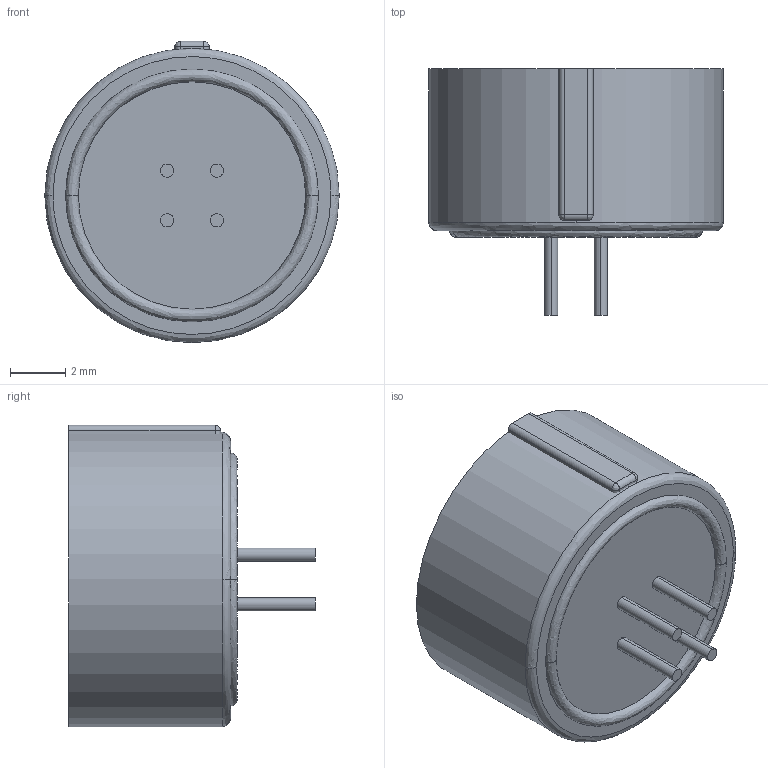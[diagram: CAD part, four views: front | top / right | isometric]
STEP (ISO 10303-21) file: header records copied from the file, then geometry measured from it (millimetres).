
FILE_DESCRIPTION (( 'STEP AP214' ), '1' );
FILE_NAME ('User Library-TO-46-4pins.STEP', '2020-02-04T07:34:01', ( '' ), ( '' ), 'SwSTEP 2.0', 'SolidWorks 2019', '' );
FILE_SCHEMA (( 'AUTOMOTIVE_DESIGN' ));
Length unit declared in the file: millimetre
Products named in the file (5): Fillet001; Revolution001; User Library-TO-46-4pins; Fillet; Pad
Assembly tree (4 placements, depth 2):
  User Library-TO-46-4pins
    Fillet
    Fillet001
    Pad
    Revolution001
Bounding box: 10.67 x 8.93 x 10.92 mm (x, y, z)
Volume: 533.6 mm3; surface area: 448.4 mm2
Topology: 7 solids, 7 shells, 39 faces, 73 edges, 44 vertices
Faces by surface type: plane 16, cylinder 15, bspline 8
Entity records: 1669 total; most frequent: CARTESIAN_POINT 287, DIRECTION 187, ORIENTED_EDGE 142, AXIS2_PLACEMENT_3D 80, EDGE_CURVE 71, UNCERTAINTY_MEASURE_WITH_UNIT 51, SURFACE_SIDE_STYLE 46, MECHANICAL_DESIGN_GEOMETRIC_PRESENTATION_REPRESENTATION 46
